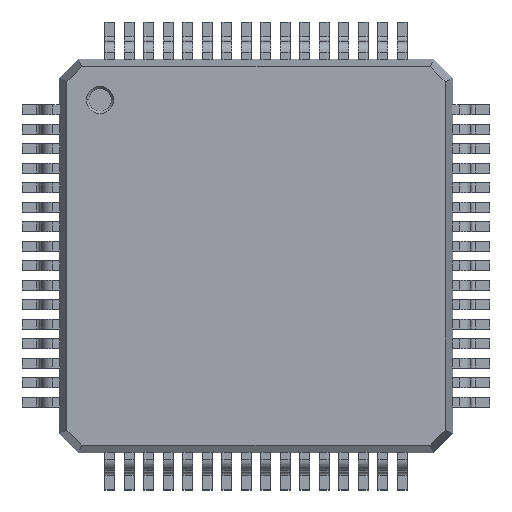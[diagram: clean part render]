
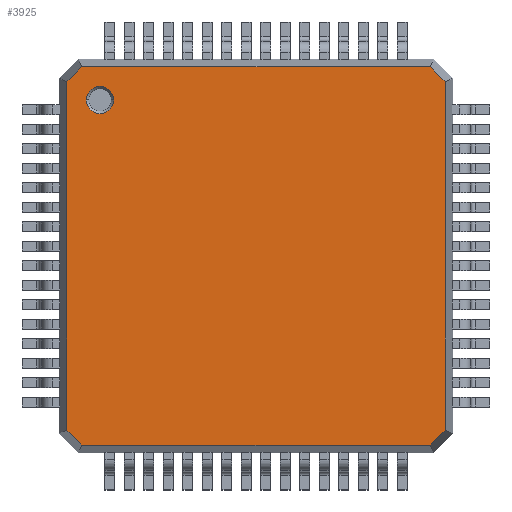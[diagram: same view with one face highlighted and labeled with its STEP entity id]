
A CAD part, top view. The second image highlights one B-rep face of the part: STEP entity #3925.
In plain terms, the highlighted planar face has unit normal (0, 0, 1).
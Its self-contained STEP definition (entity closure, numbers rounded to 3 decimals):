
#24 = VERTEX_POINT('',#25);
#25 = CARTESIAN_POINT('',(-3.65,4.,1.48));
#31 = EDGE_CURVE('',#32,#24,#34,.T.);
#32 = VERTEX_POINT('',#33);
#33 = CARTESIAN_POINT('',(-4.35,4.,1.48));
#34 = CIRCLE('',#35,0.35);
#35 = AXIS2_PLACEMENT_3D('',#36,#37,#38);
#36 = CARTESIAN_POINT('',(-4.,4.,1.48));
#37 = DIRECTION('',(0.,0.,1.));
#38 = DIRECTION('',(1.,0.,0.));
#625 = VERTEX_POINT('',#626);
#626 = CARTESIAN_POINT('',(-4.467,4.849,1.48));
#632 = EDGE_CURVE('',#633,#625,#635,.T.);
#633 = VERTEX_POINT('',#634);
#634 = CARTESIAN_POINT('',(4.467,4.849,1.48));
#635 = LINE('',#636,#637);
#636 = CARTESIAN_POINT('',(5.05,4.849,1.48));
#637 = VECTOR('',#638,1.);
#638 = DIRECTION('',(-1.,0.,0.));
#1544 = VERTEX_POINT('',#1545);
#1545 = CARTESIAN_POINT('',(-4.849,-4.467,1.48));
#1551 = EDGE_CURVE('',#1552,#1544,#1554,.T.);
#1552 = VERTEX_POINT('',#1553);
#1553 = CARTESIAN_POINT('',(-4.849,4.467,1.48));
#1554 = LINE('',#1555,#1556);
#1555 = CARTESIAN_POINT('',(-4.849,5.05,1.48));
#1556 = VECTOR('',#1557,1.);
#1557 = DIRECTION('',(0.,-1.,0.));
#3088 = EDGE_CURVE('',#625,#1552,#3089,.T.);
#3089 = LINE('',#3090,#3091);
#3090 = CARTESIAN_POINT('',(0.392,9.708,1.48));
#3091 = VECTOR('',#3092,1.);
#3092 = DIRECTION('',(-0.707,-0.707,0.));
#3105 = VERTEX_POINT('',#3106);
#3106 = CARTESIAN_POINT('',(-4.467,-4.849,1.48));
#3112 = EDGE_CURVE('',#1544,#3105,#3113,.T.);
#3113 = LINE('',#3114,#3115);
#3114 = CARTESIAN_POINT('',(-4.658,-4.658,1.48));
#3115 = VECTOR('',#3116,1.);
#3116 = DIRECTION('',(0.707,-0.707,0.));
#3497 = VERTEX_POINT('',#3498);
#3498 = CARTESIAN_POINT('',(4.467,-4.849,1.48));
#3504 = EDGE_CURVE('',#3105,#3497,#3505,.T.);
#3505 = LINE('',#3506,#3507);
#3506 = CARTESIAN_POINT('',(5.05,-4.849,1.48));
#3507 = VECTOR('',#3508,1.);
#3508 = DIRECTION('',(1.,0.,0.));
#3521 = VERTEX_POINT('',#3522);
#3522 = CARTESIAN_POINT('',(4.849,-4.467,1.48));
#3528 = EDGE_CURVE('',#3497,#3521,#3529,.T.);
#3529 = LINE('',#3530,#3531);
#3530 = CARTESIAN_POINT('',(9.708,0.392,1.48));
#3531 = VECTOR('',#3532,1.);
#3532 = DIRECTION('',(0.707,0.707,0.));
#3890 = VERTEX_POINT('',#3891);
#3891 = CARTESIAN_POINT('',(4.849,4.467,1.48));
#3897 = EDGE_CURVE('',#3521,#3890,#3898,.T.);
#3898 = LINE('',#3899,#3900);
#3899 = CARTESIAN_POINT('',(4.849,5.05,1.48));
#3900 = VECTOR('',#3901,1.);
#3901 = DIRECTION('',(0.,1.,0.));
#3914 = EDGE_CURVE('',#3890,#633,#3915,.T.);
#3915 = LINE('',#3916,#3917);
#3916 = CARTESIAN_POINT('',(4.658,4.658,1.48));
#3917 = VECTOR('',#3918,1.);
#3918 = DIRECTION('',(-0.707,0.707,0.));
#3925 = ADVANCED_FACE('',(#3926,#3936),#3946,.F.);
#3926 = FACE_BOUND('',#3927,.T.);
#3927 = EDGE_LOOP('',(#3928,#3935));
#3928 = ORIENTED_EDGE('',*,*,#3929,.F.);
#3929 = EDGE_CURVE('',#24,#32,#3930,.T.);
#3930 = CIRCLE('',#3931,0.35);
#3931 = AXIS2_PLACEMENT_3D('',#3932,#3933,#3934);
#3932 = CARTESIAN_POINT('',(-4.,4.,1.48));
#3933 = DIRECTION('',(0.,0.,1.));
#3934 = DIRECTION('',(1.,0.,0.));
#3935 = ORIENTED_EDGE('',*,*,#31,.F.);
#3936 = FACE_BOUND('',#3937,.T.);
#3937 = EDGE_LOOP('',(#3938,#3939,#3940,#3941,#3942,#3943,#3944,#3945));
#3938 = ORIENTED_EDGE('',*,*,#632,.T.);
#3939 = ORIENTED_EDGE('',*,*,#3088,.T.);
#3940 = ORIENTED_EDGE('',*,*,#1551,.T.);
#3941 = ORIENTED_EDGE('',*,*,#3112,.T.);
#3942 = ORIENTED_EDGE('',*,*,#3504,.T.);
#3943 = ORIENTED_EDGE('',*,*,#3528,.T.);
#3944 = ORIENTED_EDGE('',*,*,#3897,.T.);
#3945 = ORIENTED_EDGE('',*,*,#3914,.T.);
#3946 = PLANE('',#3947);
#3947 = AXIS2_PLACEMENT_3D('',#3948,#3949,#3950);
#3948 = CARTESIAN_POINT('',(5.05,5.05,1.48));
#3949 = DIRECTION('',(0.,0.,-1.));
#3950 = DIRECTION('',(-1.,0.,0.));
